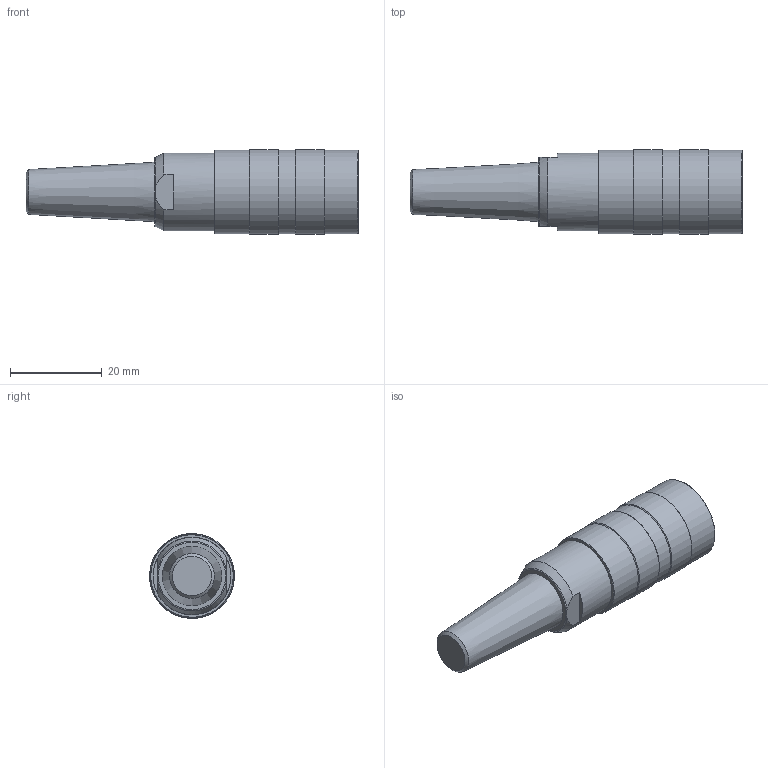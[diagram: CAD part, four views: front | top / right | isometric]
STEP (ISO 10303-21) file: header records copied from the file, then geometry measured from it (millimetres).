
FILE_DESCRIPTION(/* description */ (''),/* implementation_level */ '2;1');
FILE_NAME(/* name */ '99-2026-00-07_bg.stp',/* time_stamp */ '2010-04-01T13:55:48+02:00',/* author */ (''),/* organization */ (''),/* preprocessor_version */ 'ST-DEVELOPER v11',/* originating_system */ 'UGS - NX 5.0',/* authorisation */ '');
FILE_SCHEMA (('CONFIG_CONTROL_DESIGN'));
Length unit declared in the file: millimetre
Products named in the file (1): kborC1446s4m
Bounding box: 72.2 x 18.48 x 18.48 mm (x, y, z)
Volume: 13173.8 mm3; surface area: 4812.7 mm2
Topology: 1 solids, 1 shells, 240 faces, 593 edges, 392 vertices
Faces by surface type: plane 91, cylinder 73, cone 47, torus 29
Full cylindrical faces by diameter (mm): 1.6 x7, 11.8 x1, 13.95 x1, 15.188 x1, 15.25 x1, 16.9 x1, 18.15 x3, 18.5 x2
Entity records: 7560 total; most frequent: CARTESIAN_POINT 2361, ORIENTED_EDGE 1056, DIRECTION 974, EDGE_CURVE 528, AXIS2_PLACEMENT_3D 435, VERTEX_POINT 368, EDGE_LOOP 318, ADVANCED_FACE 240
